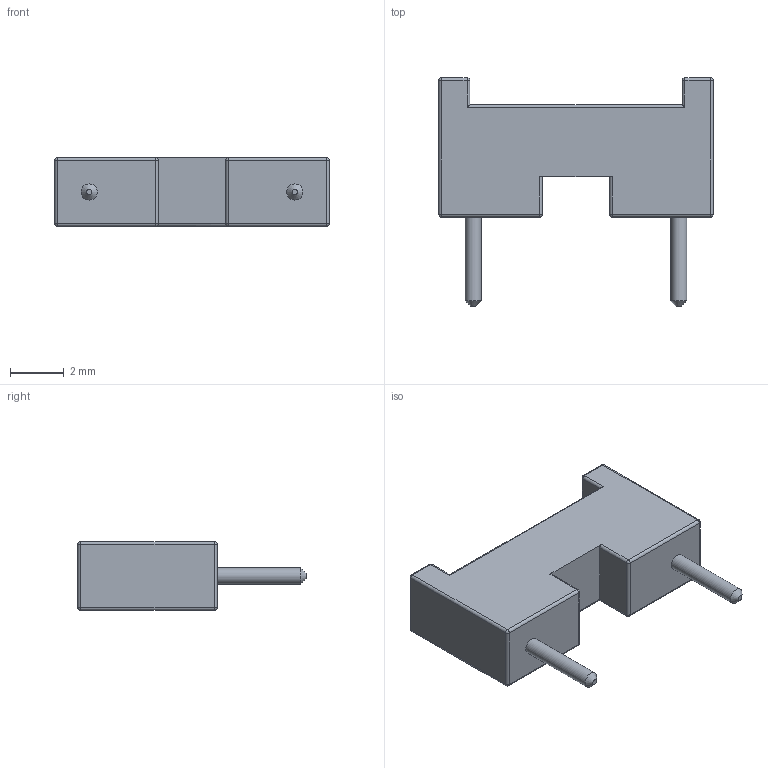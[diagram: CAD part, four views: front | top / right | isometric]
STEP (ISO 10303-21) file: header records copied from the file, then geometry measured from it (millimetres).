
FILE_DESCRIPTION(/* description */ (''),/* implementation_level */ '2;1');
FILE_NAME(/* name */ 'IC_Sockel_2P_2.stp',/* time_stamp */ '2017-10-26T23:07:33+02:00',/* author */ ('Alex'),/* organization */ (''),/* preprocessor_version */ 'ST-DEVELOPER v16.5',/* originating_system */ 'Autodesk Inventor 2017',/* authorisation */ '');
FILE_SCHEMA (('AUTOMOTIVE_DESIGN { 1 0 10303 214 3 1 1 }'));
Length unit declared in the file: millimetre
Products named in the file (1): IC_Sockel_2P_2
Bounding box: 10.16 x 8.46 x 2.54 mm (x, y, z)
Volume: 97.3 mm3; surface area: 201.7 mm2
Topology: 1 solids, 1 shells, 85 faces, 187 edges, 106 vertices
Faces by surface type: cylinder 37, plane 30, sphere 16, cone 2
Full cylindrical faces by diameter (mm): 0.6 x2
Entity records: 2312 total; most frequent: DIRECTION 425, CARTESIAN_POINT 375, ORIENTED_EDGE 366, EDGE_CURVE 183, AXIS2_PLACEMENT_3D 156, LINE 113, VECTOR 113, VERTEX_POINT 106
